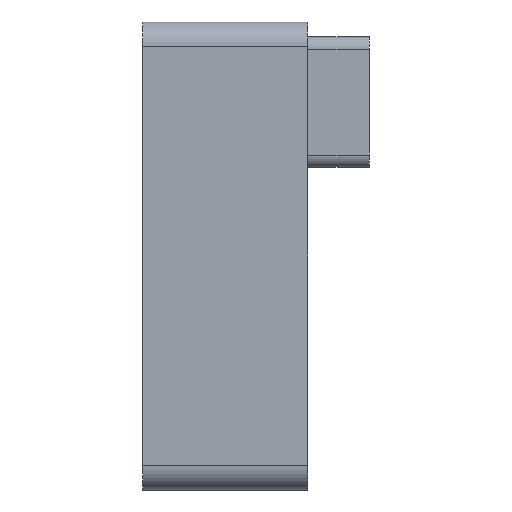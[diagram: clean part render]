
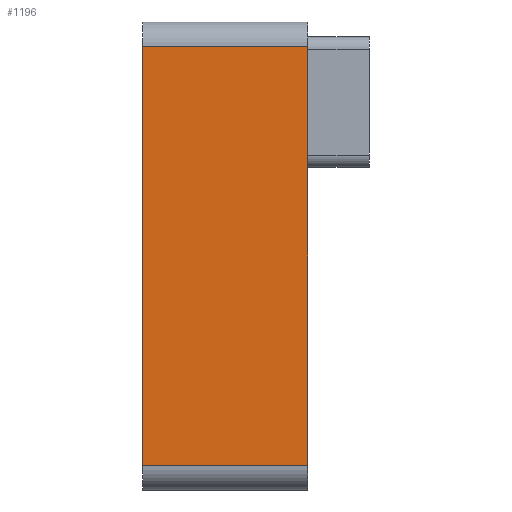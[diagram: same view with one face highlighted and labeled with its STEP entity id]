
A CAD part, front view. The second image highlights one B-rep face of the part: STEP entity #1196.
In plain terms, the highlighted planar face has unit normal (0, -1, 0).
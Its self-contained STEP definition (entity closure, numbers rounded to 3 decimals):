
#709 = DIRECTION ( 'NONE',  ( -1., 0., 0. ) ) ;
#852 = CARTESIAN_POINT ( 'NONE',  ( 3.35, -15.5, 8.5 ) ) ;
#1196 = ADVANCED_FACE ( 'NONE', ( #3919 ), #1583, .F. ) ;
#1583 = PLANE ( 'NONE',  #7057 ) ;
#2598 = DIRECTION ( 'NONE',  ( -1., 0., 0. ) ) ;
#3315 = DIRECTION ( 'NONE',  ( 0., 0., -1. ) ) ;
#3858 = LINE ( 'NONE', #852, #5079 ) ;
#3918 = EDGE_CURVE ( 'NONE', #14797, #18109, #3858, .T. ) ;
#3919 = FACE_OUTER_BOUND ( 'NONE', #5163, .T. ) ;
#4548 = CARTESIAN_POINT ( 'NONE',  ( -3.35, -15.5, 8.5 ) ) ;
#4554 = VERTEX_POINT ( 'NONE', #10484 ) ;
#5079 = VECTOR ( 'NONE', #16253, 1000. ) ;
#5163 = EDGE_LOOP ( 'NONE', ( #13836, #17935, #16470, #6010 ) ) ;
#5750 = LINE ( 'NONE', #5927, #5983 ) ;
#5927 = CARTESIAN_POINT ( 'NONE',  ( 3.35, -15.5, 8.5 ) ) ;
#5983 = VECTOR ( 'NONE', #2598, 1000. ) ;
#6010 = ORIENTED_EDGE ( 'NONE', *, *, #7889, .T. ) ;
#7057 = AXIS2_PLACEMENT_3D ( 'NONE', #7940, #18816, #14179 ) ;
#7889 = EDGE_CURVE ( 'NONE', #14797, #4554, #5750, .T. ) ;
#7940 = CARTESIAN_POINT ( 'NONE',  ( 3.35, -15.5, 8.5 ) ) ;
#8070 = CARTESIAN_POINT ( 'NONE',  ( -3.35, -15.5, -8.5 ) ) ;
#9925 = LINE ( 'NONE', #4548, #12590 ) ;
#10484 = CARTESIAN_POINT ( 'NONE',  ( -3.35, -15.5, 8.5 ) ) ;
#10918 = EDGE_CURVE ( 'NONE', #18109, #12245, #13451, .T. ) ;
#12245 = VERTEX_POINT ( 'NONE', #8070 ) ;
#12590 = VECTOR ( 'NONE', #3315, 1000. ) ;
#13451 = LINE ( 'NONE', #19117, #16617 ) ;
#13732 = CARTESIAN_POINT ( 'NONE',  ( 3.35, -15.5, -8.5 ) ) ;
#13836 = ORIENTED_EDGE ( 'NONE', *, *, #15898, .T. ) ;
#14179 = DIRECTION ( 'NONE',  ( 0., 0., 1. ) ) ;
#14797 = VERTEX_POINT ( 'NONE', #18645 ) ;
#15898 = EDGE_CURVE ( 'NONE', #4554, #12245, #9925, .T. ) ;
#16253 = DIRECTION ( 'NONE',  ( 0., 0., -1. ) ) ;
#16470 = ORIENTED_EDGE ( 'NONE', *, *, #3918, .F. ) ;
#16617 = VECTOR ( 'NONE', #709, 1000. ) ;
#17935 = ORIENTED_EDGE ( 'NONE', *, *, #10918, .F. ) ;
#18109 = VERTEX_POINT ( 'NONE', #13732 ) ;
#18645 = CARTESIAN_POINT ( 'NONE',  ( 3.35, -15.5, 8.5 ) ) ;
#18816 = DIRECTION ( 'NONE',  ( 0., 1., 0. ) ) ;
#19117 = CARTESIAN_POINT ( 'NONE',  ( 3.35, -15.5, -8.5 ) ) ;
